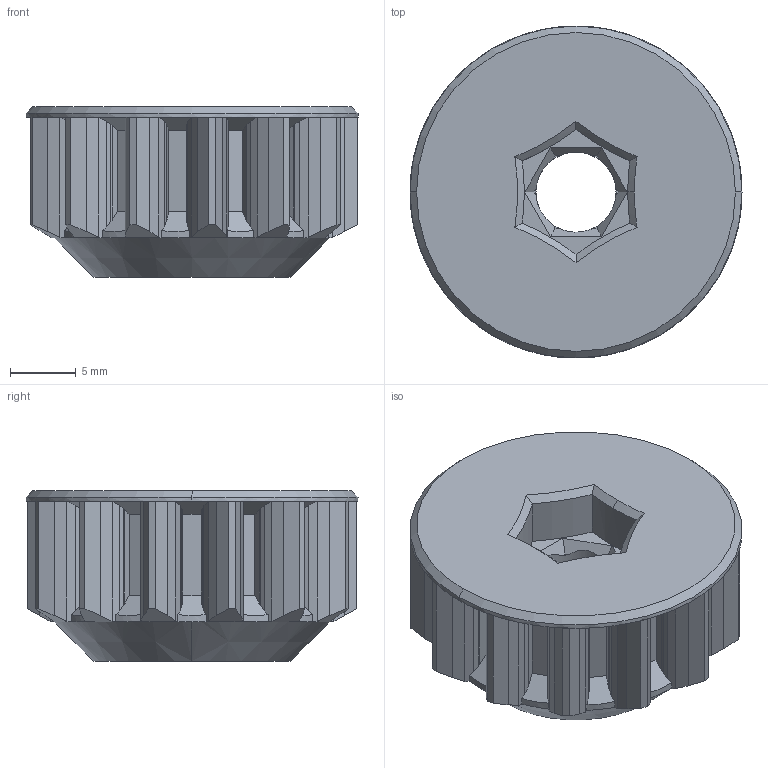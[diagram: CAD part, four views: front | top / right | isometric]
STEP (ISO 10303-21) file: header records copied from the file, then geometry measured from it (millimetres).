
FILE_DESCRIPTION (( 'STEP AP203' ), '1' );
FILE_NAME ('Z Driven Gear.STEP', '2015-03-30T11:41:05', ( '' ), ( '' ), 'SwSTEP 2.0', 'SolidWorks 2015', '' );
FILE_SCHEMA (( 'CONFIG_CONTROL_DESIGN' ));
Length unit declared in the file: millimetre
Products named in the file (1): Z Driven Gear
Bounding box: 25.3 x 25.3 x 13 mm (x, y, z)
Volume: 3877.9 mm3; surface area: 2513.7 mm2
Topology: 1 solids, 1 shells, 290 faces, 819 edges, 534 vertices
Faces by surface type: plane 251, cylinder 26, cone 13
Entity records: 9296 total; most frequent: CARTESIAN_POINT 1719, ORIENTED_EDGE 1638, DIRECTION 1450, EDGE_CURVE 819, LINE 720, VECTOR 720, VERTEX_POINT 534, AXIS2_PLACEMENT_3D 365
